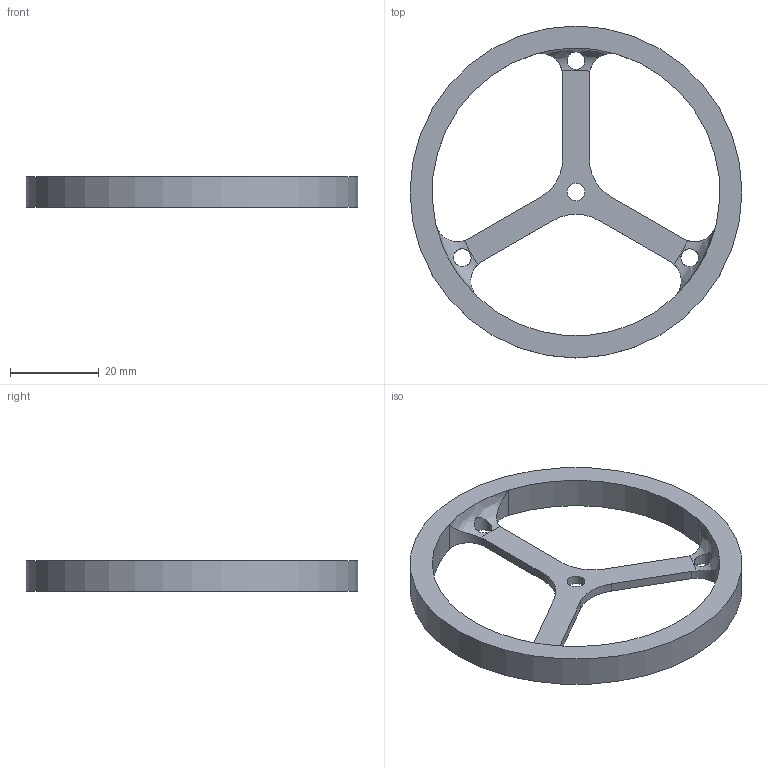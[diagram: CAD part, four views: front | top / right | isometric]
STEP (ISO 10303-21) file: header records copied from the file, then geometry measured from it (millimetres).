
FILE_DESCRIPTION( ( '' ), ' ' );
FILE_NAME( '5a519a6f8885e30efbb25789.step', '2018-01-07T03:56:32', ( '' ), ( '' ), ' ', ' ', ' ' );
FILE_SCHEMA( ( 'AUTOMOTIVE_DESIGN { 1 0 10303 214 1 1 1 1 }' ) );
Length unit declared in the file: metre
Products named in the file (1): Part 1
Bounding box: 75 x 75 x 7 mm (x, y, z)
Volume: 9018.6 mm3; surface area: 6793.6 mm2
Topology: 1 solids, 1 shells, 29 faces, 84 edges, 55 vertices
Faces by surface type: cylinder 17, plane 9, bspline 3
Full cylindrical faces by diameter (mm): 4 x4, 75 x1
Entity records: 1594 total; most frequent: CARTESIAN_POINT 602, ORIENTED_EDGE 152, DIRECTION 146, EDGE_CURVE 76, AXIS2_PLACEMENT_3D 58, VERTEX_POINT 52, EDGE_LOOP 46, FACE_OUTER_BOUND 34
